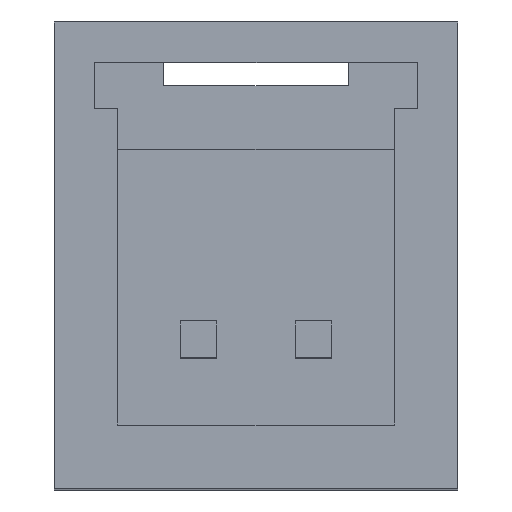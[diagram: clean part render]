
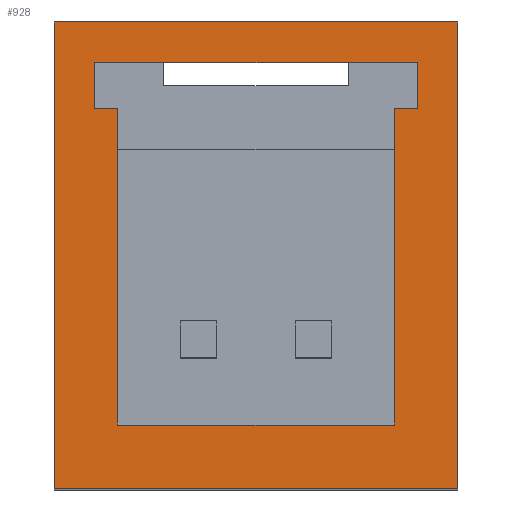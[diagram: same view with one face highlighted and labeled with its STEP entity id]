
A CAD part, top view. The second image highlights one B-rep face of the part: STEP entity #928.
In plain terms, the highlighted planar face has unit normal (0, 0, 1).
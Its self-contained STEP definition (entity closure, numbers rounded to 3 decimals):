
#14=FACE_BOUND('',#68,.T.);
#20=FACE_OUTER_BOUND('',#67,.T.);
#67=EDGE_LOOP('',(#584,#585,#586,#587));
#68=EDGE_LOOP('',(#588,#589,#590,#591,#592,#593,#594,#595));
#118=LINE('',#1261,#244);
#122=LINE('',#1270,#248);
#123=LINE('',#1272,#249);
#124=LINE('',#1274,#250);
#125=LINE('',#1275,#251);
#126=LINE('',#1278,#252);
#127=LINE('',#1280,#253);
#128=LINE('',#1282,#254);
#129=LINE('',#1284,#255);
#130=LINE('',#1285,#256);
#131=LINE('',#1287,#257);
#132=LINE('',#1288,#258);
#244=VECTOR('',#1039,1000.);
#248=VECTOR('',#1045,1000.);
#249=VECTOR('',#1046,1000.);
#250=VECTOR('',#1047,1000.);
#251=VECTOR('',#1048,1000.);
#252=VECTOR('',#1049,1000.);
#253=VECTOR('',#1050,1000.);
#254=VECTOR('',#1051,1000.);
#255=VECTOR('',#1052,1000.);
#256=VECTOR('',#1053,1000.);
#257=VECTOR('',#1054,1000.);
#258=VECTOR('',#1055,1000.);
#370=VERTEX_POINT('',#1259);
#371=VERTEX_POINT('',#1260);
#374=VERTEX_POINT('',#1268);
#375=VERTEX_POINT('',#1269);
#376=VERTEX_POINT('',#1271);
#377=VERTEX_POINT('',#1273);
#378=VERTEX_POINT('',#1276);
#379=VERTEX_POINT('',#1277);
#380=VERTEX_POINT('',#1279);
#381=VERTEX_POINT('',#1281);
#382=VERTEX_POINT('',#1283);
#383=VERTEX_POINT('',#1286);
#454=EDGE_CURVE('',#370,#371,#118,.T.);
#458=EDGE_CURVE('',#374,#375,#122,.T.);
#459=EDGE_CURVE('',#375,#376,#123,.T.);
#460=EDGE_CURVE('',#376,#377,#124,.T.);
#461=EDGE_CURVE('',#377,#374,#125,.T.);
#462=EDGE_CURVE('',#378,#379,#126,.T.);
#463=EDGE_CURVE('',#380,#378,#127,.T.);
#464=EDGE_CURVE('',#381,#380,#128,.T.);
#465=EDGE_CURVE('',#382,#381,#129,.T.);
#466=EDGE_CURVE('',#371,#382,#130,.T.);
#467=EDGE_CURVE('',#383,#370,#131,.T.);
#468=EDGE_CURVE('',#379,#383,#132,.T.);
#584=ORIENTED_EDGE('',*,*,#458,.T.);
#585=ORIENTED_EDGE('',*,*,#459,.T.);
#586=ORIENTED_EDGE('',*,*,#460,.T.);
#587=ORIENTED_EDGE('',*,*,#461,.T.);
#588=ORIENTED_EDGE('',*,*,#462,.F.);
#589=ORIENTED_EDGE('',*,*,#463,.F.);
#590=ORIENTED_EDGE('',*,*,#464,.F.);
#591=ORIENTED_EDGE('',*,*,#465,.F.);
#592=ORIENTED_EDGE('',*,*,#466,.F.);
#593=ORIENTED_EDGE('',*,*,#454,.F.);
#594=ORIENTED_EDGE('',*,*,#467,.F.);
#595=ORIENTED_EDGE('',*,*,#468,.F.);
#833=PLANE('',#989);
#928=ADVANCED_FACE('',(#20,#14),#833,.T.);
#989=AXIS2_PLACEMENT_3D('',#1267,#1043,#1044);
#1039=DIRECTION('',(1.,0.,0.));
#1043=DIRECTION('center_axis',(0.,0.,1.));
#1044=DIRECTION('ref_axis',(1.,0.,0.));
#1045=DIRECTION('',(0.,-1.,0.));
#1046=DIRECTION('',(1.,0.,0.));
#1047=DIRECTION('',(0.,1.,0.));
#1048=DIRECTION('',(-1.,0.,0.));
#1049=DIRECTION('',(0.,-1.,0.));
#1050=DIRECTION('',(1.,0.,0.));
#1051=DIRECTION('',(0.,-1.,0.));
#1052=DIRECTION('',(-1.,0.,0.));
#1053=DIRECTION('',(0.,1.,0.));
#1054=DIRECTION('',(0.,1.,0.));
#1055=DIRECTION('',(1.,0.,0.));
#1259=CARTESIAN_POINT('',(5.9,0.8,25.8));
#1260=CARTESIAN_POINT('',(6.3,0.8,25.8));
#1261=CARTESIAN_POINT('',(6.3,0.8,25.8));
#1267=CARTESIAN_POINT('Origin',(0.,-5.8,25.8));
#1268=CARTESIAN_POINT('',(0.,2.3,25.8));
#1269=CARTESIAN_POINT('',(0.,-5.8,25.8));
#1270=CARTESIAN_POINT('',(0.,2.3,25.8));
#1271=CARTESIAN_POINT('',(7.,-5.8,25.8));
#1272=CARTESIAN_POINT('',(0.,-5.8,25.8));
#1273=CARTESIAN_POINT('',(7.,2.3,25.8));
#1274=CARTESIAN_POINT('',(7.,2.3,25.8));
#1275=CARTESIAN_POINT('',(0.,2.3,25.8));
#1276=CARTESIAN_POINT('',(1.1,0.8,25.8));
#1277=CARTESIAN_POINT('',(1.1,-4.7,25.8));
#1278=CARTESIAN_POINT('',(1.1,0.1,25.8));
#1279=CARTESIAN_POINT('',(0.7,0.8,25.8));
#1280=CARTESIAN_POINT('',(0.7,0.8,25.8));
#1281=CARTESIAN_POINT('',(0.7,1.6,25.8));
#1282=CARTESIAN_POINT('',(0.7,1.6,25.8));
#1283=CARTESIAN_POINT('',(6.3,1.6,25.8));
#1284=CARTESIAN_POINT('',(0.7,1.6,25.8));
#1285=CARTESIAN_POINT('',(6.3,1.6,25.8));
#1286=CARTESIAN_POINT('',(5.9,-4.7,25.8));
#1287=CARTESIAN_POINT('',(5.9,0.1,25.8));
#1288=CARTESIAN_POINT('',(1.1,-4.7,25.8));
